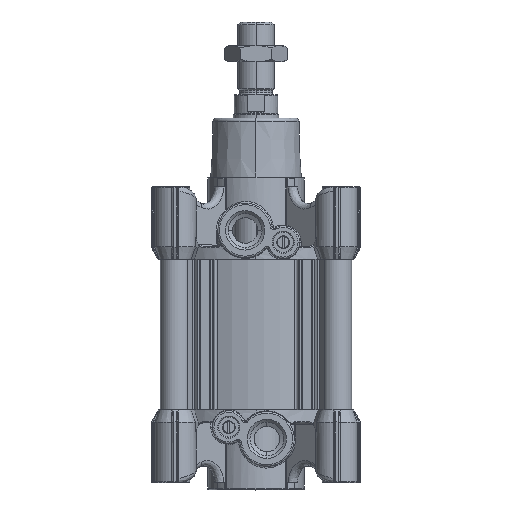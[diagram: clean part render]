
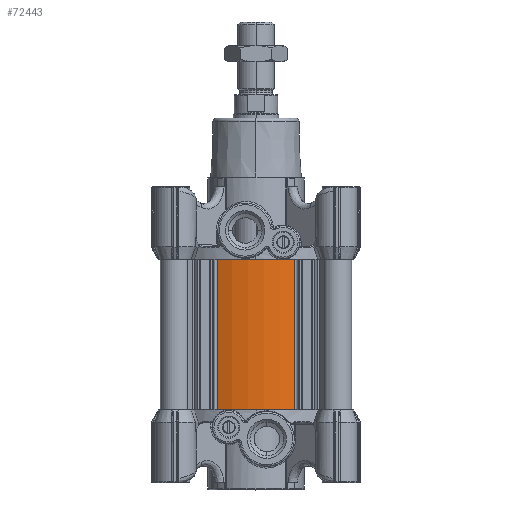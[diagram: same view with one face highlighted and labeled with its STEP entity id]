
A CAD part, top view. The second image highlights one B-rep face of the part: STEP entity #72443.
In plain terms, the highlighted cylindrical face has radius 52.75 mm (diameter 105.5 mm), a partial arc.
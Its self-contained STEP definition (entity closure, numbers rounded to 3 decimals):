
#2770 = ORIENTED_EDGE ( 'NONE', *, *, #4179, .T. ) ;
#4179 = EDGE_CURVE ( 'NONE', #35910, #116425, #116740, .T. ) ;
#8388 = CIRCLE ( 'NONE', #35895, 52.75 ) ;
#10528 = DIRECTION ( 'NONE',  ( 0., 1., 0. ) ) ;
#13322 = DIRECTION ( 'NONE',  ( 0., 1., 0. ) ) ;
#14551 = VERTEX_POINT ( 'NONE', #22607 ) ;
#15137 = CARTESIAN_POINT ( 'NONE',  ( -21.399, 65., 48.214 ) ) ;
#20474 = CARTESIAN_POINT ( 'NONE',  ( 0., 65., 0. ) ) ;
#21085 = VERTEX_POINT ( 'NONE', #87018 ) ;
#22607 = CARTESIAN_POINT ( 'NONE',  ( -21.399, 40., 48.214 ) ) ;
#29291 = EDGE_CURVE ( 'NONE', #21085, #35910, #96661, .T. ) ;
#31629 = CARTESIAN_POINT ( 'NONE',  ( 21.399, 123., 48.214 ) ) ;
#35895 = AXIS2_PLACEMENT_3D ( 'NONE', #95251, #67555, #58324 ) ;
#35910 = VERTEX_POINT ( 'NONE', #31629 ) ;
#37129 = DIRECTION ( 'NONE',  ( -1., 0., 0. ) ) ;
#46044 = ORIENTED_EDGE ( 'NONE', *, *, #113898, .F. ) ;
#47826 = AXIS2_PLACEMENT_3D ( 'NONE', #109149, #63524, #90056 ) ;
#56274 = ORIENTED_EDGE ( 'NONE', *, *, #29291, .T. ) ;
#58005 = DIRECTION ( 'NONE',  ( 0., 1., 0. ) ) ;
#58324 = DIRECTION ( 'NONE',  ( 1., 0., 0. ) ) ;
#63524 = DIRECTION ( 'NONE',  ( 0., -1., 0. ) ) ;
#63563 = ORIENTED_EDGE ( 'NONE', *, *, #82975, .F. ) ;
#66559 = CARTESIAN_POINT ( 'NONE',  ( -21.399, 123., 48.214 ) ) ;
#67226 = CYLINDRICAL_SURFACE ( 'NONE', #81160, 52.75 ) ;
#67555 = DIRECTION ( 'NONE',  ( 0., -1., 0. ) ) ;
#70519 = LINE ( 'NONE', #15137, #113988 ) ;
#72443 = ADVANCED_FACE ( 'NONE', ( #86286 ), #67226, .T. ) ;
#73590 = VECTOR ( 'NONE', #10528, 1000. ) ;
#81160 = AXIS2_PLACEMENT_3D ( 'NONE', #20474, #58005, #37129 ) ;
#82975 = EDGE_CURVE ( 'NONE', #21085, #14551, #8388, .T. ) ;
#86286 = FACE_OUTER_BOUND ( 'NONE', #118620, .T. ) ;
#87018 = CARTESIAN_POINT ( 'NONE',  ( 21.399, 40., 48.214 ) ) ;
#90056 = DIRECTION ( 'NONE',  ( 1., 0., 0. ) ) ;
#95251 = CARTESIAN_POINT ( 'NONE',  ( 0., 40., 0. ) ) ;
#96661 = LINE ( 'NONE', #105909, #73590 ) ;
#105909 = CARTESIAN_POINT ( 'NONE',  ( 21.399, 65., 48.214 ) ) ;
#109149 = CARTESIAN_POINT ( 'NONE',  ( 0., 123., 0. ) ) ;
#113898 = EDGE_CURVE ( 'NONE', #14551, #116425, #70519, .T. ) ;
#113988 = VECTOR ( 'NONE', #13322, 1000. ) ;
#116425 = VERTEX_POINT ( 'NONE', #66559 ) ;
#116740 = CIRCLE ( 'NONE', #47826, 52.75 ) ;
#118620 = EDGE_LOOP ( 'NONE', ( #2770, #46044, #63563, #56274 ) ) ;
